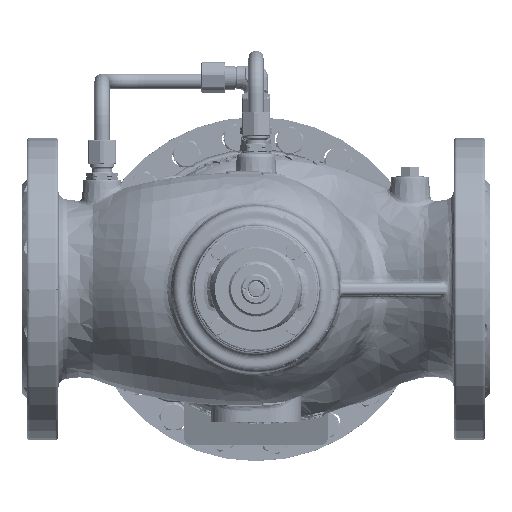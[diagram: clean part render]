
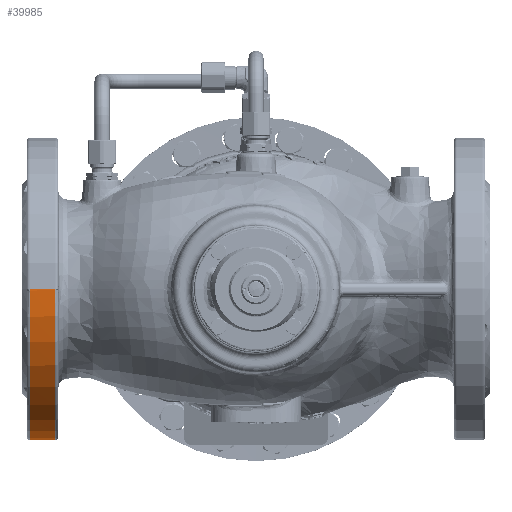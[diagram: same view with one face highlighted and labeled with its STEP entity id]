
A CAD part, front view. The second image highlights one B-rep face of the part: STEP entity #39985.
In plain terms, the highlighted cylindrical face has radius 100 mm (diameter 200 mm), a partial arc.
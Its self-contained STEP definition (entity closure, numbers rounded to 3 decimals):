
#4394=CARTESIAN_POINT('',(-150.,0.,0.));
#4395=DIRECTION('',(1.,0.,0.));
#4396=DIRECTION('',(0.,-1.,0.));
#4397=AXIS2_PLACEMENT_3D('',#4394,#4395,#4396);
#4399=CARTESIAN_POINT('',(-150.,0.,0.));
#4400=DIRECTION('',(1.,0.,0.));
#4401=DIRECTION('',(0.,-1.,-0.01));
#4402=AXIS2_PLACEMENT_3D('',#4399,#4400,#4401);
#4409=DIRECTION('',(1.,0.,0.));
#4410=VECTOR('',#4409,17.);
#4411=CARTESIAN_POINT('',(-150.,100.,0.));
#4412=LINE('',#4411,#4410);
#4413=DIRECTION('',(-1.,0.,0.));
#4414=VECTOR('',#4413,17.);
#4415=CARTESIAN_POINT('',(-133.,-100.,0.));
#4416=LINE('',#4415,#4414);
#4437=CARTESIAN_POINT('',(-133.,0.,0.));
#4438=DIRECTION('',(-1.,0.,0.));
#4439=DIRECTION('',(0.,1.,0.));
#4440=AXIS2_PLACEMENT_3D('',#4437,#4438,#4439);
#4442=CARTESIAN_POINT('',(-133.,0.,0.));
#4443=DIRECTION('',(-1.,0.,0.));
#4444=DIRECTION('',(0.,-1.,-0.007));
#4445=AXIS2_PLACEMENT_3D('',#4442,#4443,#4444);
#28187=CARTESIAN_POINT('',(-150.,100.,0.));
#28188=VERTEX_POINT('',#28187);
#28190=CARTESIAN_POINT('',(-150.,-100.,0.));
#28192=VERTEX_POINT('',#28190);
#28193=CARTESIAN_POINT('',(-150.,-99.995,-1.002));
#28194=VERTEX_POINT('',#28193);
#28195=CARTESIAN_POINT('',(-133.,-100.,0.));
#28196=VERTEX_POINT('',#28195);
#28197=CARTESIAN_POINT('',(-133.,100.,0.));
#28198=CARTESIAN_POINT('',(-133.,-99.998,-0.678));
#28199=VERTEX_POINT('',#28197);
#28200=VERTEX_POINT('',#28198);
#39968=CARTESIAN_POINT('',(-159.25,0.,0.));
#39969=DIRECTION('',(1.,0.,0.));
#39970=DIRECTION('',(0.,-1.,0.));
#39971=AXIS2_PLACEMENT_3D('',#39968,#39969,#39970);
#39972=CYLINDRICAL_SURFACE('',#39971,100.);
#39973=ORIENTED_EDGE('',*,*,#39962,.F.);
#39974=ORIENTED_EDGE('',*,*,#39960,.F.);
#39976=ORIENTED_EDGE('',*,*,#39975,.F.);
#39978=ORIENTED_EDGE('',*,*,#39977,.F.);
#39980=ORIENTED_EDGE('',*,*,#39979,.F.);
#39982=ORIENTED_EDGE('',*,*,#39981,.F.);
#39983=EDGE_LOOP('',(#39973,#39974,#39976,#39978,#39980,#39982));
#39984=FACE_OUTER_BOUND('',#39983,.F.);
#39985=ADVANCED_FACE('',(#39984),#39972,.T.);
#4398=CIRCLE('',#4397,100.);
#4403=CIRCLE('',#4402,100.);
#4441=CIRCLE('',#4440,100.);
#4446=CIRCLE('',#4445,100.);
#39960=EDGE_CURVE('',#28192,#28194,#4398,.T.);
#39962=EDGE_CURVE('',#28194,#28188,#4403,.T.);
#39975=EDGE_CURVE('',#28196,#28192,#4416,.T.);
#39977=EDGE_CURVE('',#28200,#28196,#4446,.T.);
#39979=EDGE_CURVE('',#28199,#28200,#4441,.T.);
#39981=EDGE_CURVE('',#28188,#28199,#4412,.T.);
